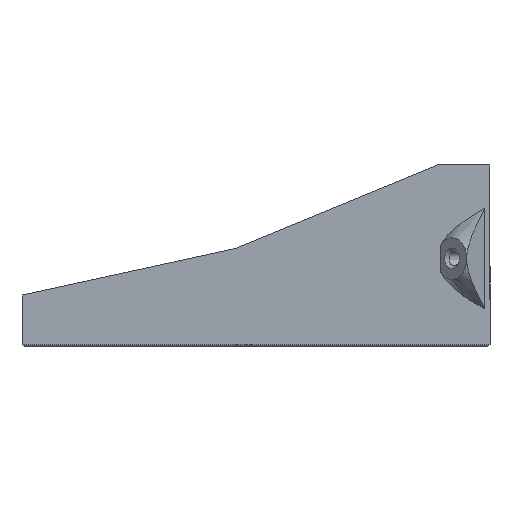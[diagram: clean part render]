
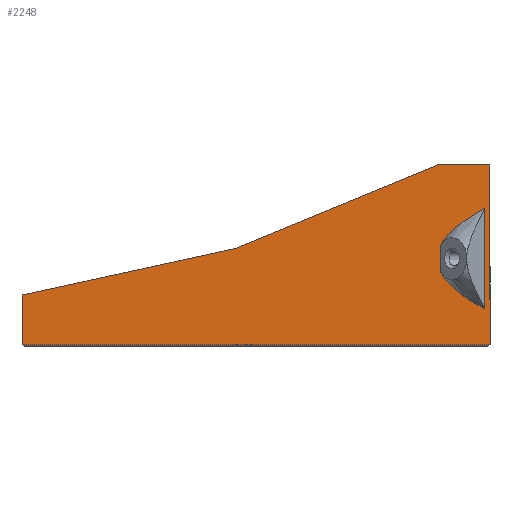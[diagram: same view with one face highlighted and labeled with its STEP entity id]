
A CAD part, left-side view. The second image highlights one B-rep face of the part: STEP entity #2248.
In plain terms, the highlighted planar face has unit normal (-1, 0, 0).
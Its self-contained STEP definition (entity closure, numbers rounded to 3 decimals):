
#704 = EDGE_CURVE('',#705,#707,#709,.T.);
#705 = VERTEX_POINT('',#706);
#706 = CARTESIAN_POINT('',(-161.4,90.,0.1));
#707 = VERTEX_POINT('',#708);
#708 = CARTESIAN_POINT('',(-161.4,90.,9.7));
#709 = LINE('',#710,#711);
#710 = CARTESIAN_POINT('',(-161.4,90.,-0.3));
#711 = VECTOR('',#712,1.);
#712 = DIRECTION('',(0.,0.,1.));
#2248 = ADVANCED_FACE('',(#2249,#2290),#2335,.F.);
#2249 = FACE_BOUND('',#2250,.F.);
#2250 = EDGE_LOOP('',(#2251,#2261,#2267,#2268,#2276,#2284));
#2251 = ORIENTED_EDGE('',*,*,#2252,.T.);
#2252 = EDGE_CURVE('',#2253,#2255,#2257,.T.);
#2253 = VERTEX_POINT('',#2254);
#2254 = CARTESIAN_POINT('',(-161.4,0.,34.7));
#2255 = VERTEX_POINT('',#2256);
#2256 = CARTESIAN_POINT('',(-161.4,0.,
    0.1));
#2257 = LINE('',#2258,#2259);
#2258 = CARTESIAN_POINT('',(-161.4,0.,22.7));
#2259 = VECTOR('',#2260,1.);
#2260 = DIRECTION('',(0.,0.,-1.));
#2261 = ORIENTED_EDGE('',*,*,#2262,.T.);
#2262 = EDGE_CURVE('',#2255,#705,#2263,.T.);
#2263 = LINE('',#2264,#2265);
#2264 = CARTESIAN_POINT('',(-161.4,0.,
    0.1));
#2265 = VECTOR('',#2266,1.);
#2266 = DIRECTION('',(0.,1.,0.));
#2267 = ORIENTED_EDGE('',*,*,#704,.T.);
#2268 = ORIENTED_EDGE('',*,*,#2269,.T.);
#2269 = EDGE_CURVE('',#707,#2270,#2272,.T.);
#2270 = VERTEX_POINT('',#2271);
#2271 = CARTESIAN_POINT('',(-161.4,48.89,18.648));
#2272 = LINE('',#2273,#2274);
#2273 = CARTESIAN_POINT('',(-161.4,90.,9.7));
#2274 = VECTOR('',#2275,1.);
#2275 = DIRECTION('',(0.,-0.977,0.213));
#2276 = ORIENTED_EDGE('',*,*,#2277,.F.);
#2277 = EDGE_CURVE('',#2278,#2270,#2280,.T.);
#2278 = VERTEX_POINT('',#2279);
#2279 = CARTESIAN_POINT('',(-161.4,10.,34.7));
#2280 = LINE('',#2281,#2282);
#2281 = CARTESIAN_POINT('',(-161.4,10.,34.7));
#2282 = VECTOR('',#2283,1.);
#2283 = DIRECTION('',(0.,0.924,-0.382));
#2284 = ORIENTED_EDGE('',*,*,#2285,.F.);
#2285 = EDGE_CURVE('',#2253,#2278,#2286,.T.);
#2286 = LINE('',#2287,#2288);
#2287 = CARTESIAN_POINT('',(-161.4,0.,34.7));
#2288 = VECTOR('',#2289,1.);
#2289 = DIRECTION('',(0.,1.,0.));
#2290 = FACE_BOUND('',#2291,.F.);
#2291 = EDGE_LOOP('',(#2292,#2303,#2311,#2320,#2328));
#2292 = ORIENTED_EDGE('',*,*,#2293,.F.);
#2293 = EDGE_CURVE('',#2294,#2296,#2298,.T.);
#2294 = VERTEX_POINT('',#2295);
#2295 = CARTESIAN_POINT('',(-161.4,1.,7.04));
#2296 = VERTEX_POINT('',#2297);
#2297 = CARTESIAN_POINT('',(-161.4,5.,9.463));
#2298 = PARABOLA('',#2299,2.559);
#2299 = AXIS2_PLACEMENT_3D('',#2300,#2301,#2302);
#2300 = CARTESIAN_POINT('',(-161.4,10.118,16.7));
#2301 = DIRECTION('',(-1.,0.,0.));
#2302 = DIRECTION('',(0.,-1.,0.));
#2303 = ORIENTED_EDGE('',*,*,#2304,.F.);
#2304 = EDGE_CURVE('',#2305,#2294,#2307,.T.);
#2305 = VERTEX_POINT('',#2306);
#2306 = CARTESIAN_POINT('',(-161.4,1.,26.36));
#2307 = LINE('',#2308,#2309);
#2308 = CARTESIAN_POINT('',(-161.4,1.,61.289));
#2309 = VECTOR('',#2310,1.);
#2310 = DIRECTION('',(0.,0.,-1.));
#2311 = ORIENTED_EDGE('',*,*,#2312,.F.);
#2312 = EDGE_CURVE('',#2313,#2305,#2315,.T.);
#2313 = VERTEX_POINT('',#2314);
#2314 = CARTESIAN_POINT('',(-161.4,9.578,19.05));
#2315 = PARABOLA('',#2316,2.559);
#2316 = AXIS2_PLACEMENT_3D('',#2317,#2318,#2319);
#2317 = CARTESIAN_POINT('',(-161.4,10.118,16.7));
#2318 = DIRECTION('',(-1.,0.,0.));
#2319 = DIRECTION('',(0.,-1.,0.));
#2320 = ORIENTED_EDGE('',*,*,#2321,.F.);
#2321 = EDGE_CURVE('',#2322,#2313,#2324,.T.);
#2322 = VERTEX_POINT('',#2323);
#2323 = CARTESIAN_POINT('',(-161.4,9.578,14.35));
#2324 = LINE('',#2325,#2326);
#2325 = CARTESIAN_POINT('',(-161.4,9.578,38.994));
#2326 = VECTOR('',#2327,1.);
#2327 = DIRECTION('',(0.,0.,1.));
#2328 = ORIENTED_EDGE('',*,*,#2329,.F.);
#2329 = EDGE_CURVE('',#2296,#2322,#2330,.T.);
#2330 = PARABOLA('',#2331,2.559);
#2331 = AXIS2_PLACEMENT_3D('',#2332,#2333,#2334);
#2332 = CARTESIAN_POINT('',(-161.4,10.118,16.7));
#2333 = DIRECTION('',(-1.,0.,0.));
#2334 = DIRECTION('',(0.,-1.,0.));
#2335 = PLANE('',#2336);
#2336 = AXIS2_PLACEMENT_3D('',#2337,#2338,#2339);
#2337 = CARTESIAN_POINT('',(-161.4,39.977,11.729));
#2338 = DIRECTION('',(1.,0.,0.));
#2339 = DIRECTION('',(0.,1.,0.));
